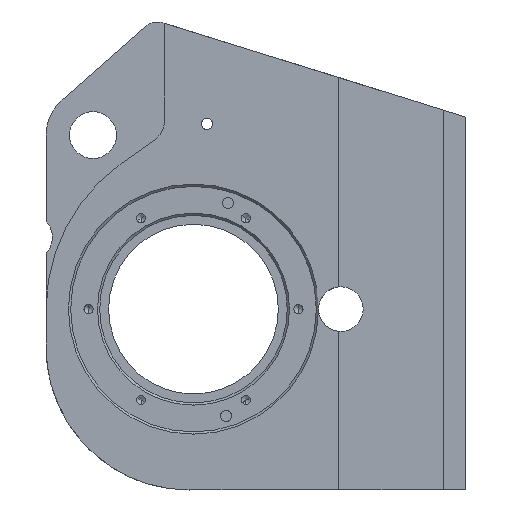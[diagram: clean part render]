
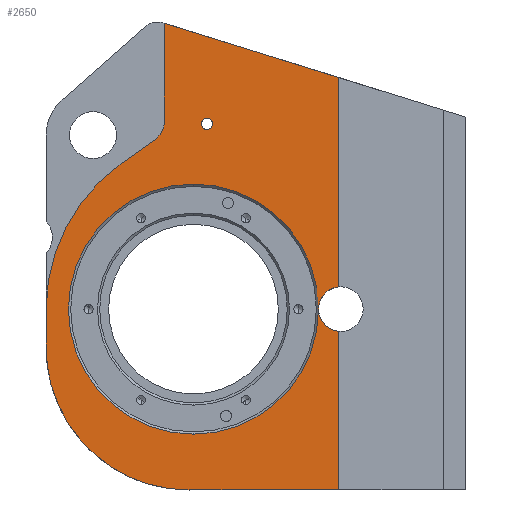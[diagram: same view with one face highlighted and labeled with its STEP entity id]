
A CAD part, front view. The second image highlights one B-rep face of the part: STEP entity #2650.
In plain terms, the highlighted planar face has unit normal (0, -1, 0).
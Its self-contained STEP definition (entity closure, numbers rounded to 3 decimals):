
#1425 = VERTEX_POINT('',#1426);
#1426 = CARTESIAN_POINT('',(-72.5,-37.,-38.525));
#1445 = VERTEX_POINT('',#1446);
#1446 = CARTESIAN_POINT('',(-72.5,-37.,-48.475));
#1453 = EDGE_CURVE('',#1454,#1445,#1456,.T.);
#1454 = VERTEX_POINT('',#1455);
#1455 = CARTESIAN_POINT('',(-77.,-37.,-43.5));
#1456 = CIRCLE('',#1457,5.);
#1457 = AXIS2_PLACEMENT_3D('',#1458,#1459,#1460);
#1458 = CARTESIAN_POINT('',(-72.,-37.,-43.5));
#1459 = DIRECTION('',(0.,-1.,0.));
#1460 = DIRECTION('',(1.,0.,0.));
#1462 = EDGE_CURVE('',#1425,#1454,#1463,.T.);
#1463 = CIRCLE('',#1464,5.);
#1464 = AXIS2_PLACEMENT_3D('',#1465,#1466,#1467);
#1465 = CARTESIAN_POINT('',(-72.,-37.,-43.5));
#1466 = DIRECTION('',(0.,-1.,0.));
#1467 = DIRECTION('',(1.,0.,0.));
#1787 = VERTEX_POINT('',#1788);
#1788 = CARTESIAN_POINT('',(-72.5,-37.,-84.));
#1872 = VERTEX_POINT('',#1873);
#1873 = CARTESIAN_POINT('',(-111.5,-37.,20.5));
#1881 = EDGE_CURVE('',#1872,#1882,#1884,.T.);
#1882 = VERTEX_POINT('',#1883);
#1883 = CARTESIAN_POINT('',(-72.5,-37.,8.367));
#1884 = LINE('',#1885,#1886);
#1885 = CARTESIAN_POINT('',(-171.758,-37.,39.247));
#1886 = VECTOR('',#1887,1.);
#1887 = DIRECTION('',(0.955,0.,-0.297));
#2632 = EDGE_CURVE('',#1445,#1787,#2633,.T.);
#2633 = LINE('',#2634,#2635);
#2634 = CARTESIAN_POINT('',(-72.5,-37.,41.937));
#2635 = VECTOR('',#2636,1.);
#2636 = DIRECTION('',(0.,0.,-1.));
#2640 = EDGE_CURVE('',#1882,#1425,#2641,.T.);
#2641 = LINE('',#2642,#2643);
#2642 = CARTESIAN_POINT('',(-72.5,-37.,41.937));
#2643 = VECTOR('',#2644,1.);
#2644 = DIRECTION('',(0.,0.,-1.));
#2650 = ADVANCED_FACE('',(#2651,#2746,#2766),#2793,.F.);
#2651 = FACE_BOUND('',#2652,.F.);
#2652 = EDGE_LOOP('',(#2653,#2654,#2655,#2656,#2657,#2658,#2666,#2674,
    #2683,#2706,#2714,#2723,#2731,#2740));
#2653 = ORIENTED_EDGE('',*,*,#1881,.T.);
#2654 = ORIENTED_EDGE('',*,*,#2640,.T.);
#2655 = ORIENTED_EDGE('',*,*,#1462,.T.);
#2656 = ORIENTED_EDGE('',*,*,#1453,.T.);
#2657 = ORIENTED_EDGE('',*,*,#2632,.T.);
#2658 = ORIENTED_EDGE('',*,*,#2659,.T.);
#2659 = EDGE_CURVE('',#1787,#2660,#2662,.T.);
#2660 = VERTEX_POINT('',#2661);
#2661 = CARTESIAN_POINT('',(-98.609,-37.,
    -84.));
#2662 = LINE('',#2663,#2664);
#2663 = CARTESIAN_POINT('',(-71.086,-37.,-84.));
#2664 = VECTOR('',#2665,1.);
#2665 = DIRECTION('',(-1.,0.,0.));
#2666 = ORIENTED_EDGE('',*,*,#2667,.F.);
#2667 = EDGE_CURVE('',#2668,#2660,#2670,.T.);
#2668 = VERTEX_POINT('',#2669);
#2669 = CARTESIAN_POINT('',(-105.987,-37.,-84.));
#2670 = LINE('',#2671,#2672);
#2671 = CARTESIAN_POINT('',(-224.75,-37.,-84.));
#2672 = VECTOR('',#2673,1.);
#2673 = DIRECTION('',(1.,0.,0.));
#2674 = ORIENTED_EDGE('',*,*,#2675,.T.);
#2675 = EDGE_CURVE('',#2668,#2676,#2678,.T.);
#2676 = VERTEX_POINT('',#2677);
#2677 = CARTESIAN_POINT('',(-106.,-37.,
    -84.));
#2678 = B_SPLINE_CURVE_WITH_KNOTS('',3,(#2679,#2680,#2681,#2682),
  .UNSPECIFIED.,.F.,.F.,(4,4),(0.,1.),.PIECEWISE_BEZIER_KNOTS.);
#2679 = CARTESIAN_POINT('',(-98.609,-37.,
    -84.));
#2680 = CARTESIAN_POINT('',(-101.115,-37.01,-84.));
#2681 = CARTESIAN_POINT('',(-103.579,-37.01,-84.));
#2682 = CARTESIAN_POINT('',(-106.,-37.,
    -84.));
#2683 = ORIENTED_EDGE('',*,*,#2684,.T.);
#2684 = EDGE_CURVE('',#2676,#2685,#2687,.T.);
#2685 = VERTEX_POINT('',#2686);
#2686 = CARTESIAN_POINT('',(-138.,-37.,
    -52.));
#2687 = B_SPLINE_CURVE_WITH_KNOTS('',3,(#2688,#2689,#2690,#2691,#2692,
    #2693,#2694,#2695,#2696,#2697,#2698,#2699,#2700,#2701,#2702,#2703,
    #2704,#2705),.UNSPECIFIED.,.F.,.F.,(4,2,2,2,2,2,2,2,4),(0.,0.125,
    0.25,0.375,0.5,0.625,0.75,0.875,1.),.UNSPECIFIED.);
#2688 = CARTESIAN_POINT('',(-106.,-37.,
    -84.));
#2689 = CARTESIAN_POINT('',(-108.094,-37.,-84.));
#2690 = CARTESIAN_POINT('',(-110.189,-37.,
    -83.794));
#2691 = CARTESIAN_POINT('',(-114.297,-37.,
    -82.977));
#2692 = CARTESIAN_POINT('',(-116.311,-37.,
    -82.366));
#2693 = CARTESIAN_POINT('',(-120.181,-37.,
    -80.763));
#2694 = CARTESIAN_POINT('',(-122.037,-37.,
    -79.771));
#2695 = CARTESIAN_POINT('',(-125.52,-37.,
    -77.443));
#2696 = CARTESIAN_POINT('',(-127.146,-37.,
    -76.108));
#2697 = CARTESIAN_POINT('',(-130.108,-37.,
    -73.146));
#2698 = CARTESIAN_POINT('',(-131.443,-37.,
    -71.52));
#2699 = CARTESIAN_POINT('',(-133.771,-37.,
    -68.037));
#2700 = CARTESIAN_POINT('',(-134.763,-37.,
    -66.181));
#2701 = CARTESIAN_POINT('',(-136.366,-37.,
    -62.311));
#2702 = CARTESIAN_POINT('',(-136.977,-37.,
    -60.297));
#2703 = CARTESIAN_POINT('',(-137.794,-37.,
    -56.189));
#2704 = CARTESIAN_POINT('',(-138.,-37.,
    -54.094));
#2705 = CARTESIAN_POINT('',(-138.,-37.,
    -52.));
#2706 = ORIENTED_EDGE('',*,*,#2707,.T.);
#2707 = EDGE_CURVE('',#2685,#2708,#2710,.T.);
#2708 = VERTEX_POINT('',#2709);
#2709 = CARTESIAN_POINT('',(-138.,-37.,-43.5));
#2710 = LINE('',#2711,#2712);
#2711 = CARTESIAN_POINT('',(-138.,-37.,-52.));
#2712 = VECTOR('',#2713,1.);
#2713 = DIRECTION('',(0.,0.,1.));
#2714 = ORIENTED_EDGE('',*,*,#2715,.T.);
#2715 = EDGE_CURVE('',#2708,#2716,#2718,.T.);
#2716 = VERTEX_POINT('',#2717);
#2717 = CARTESIAN_POINT('',(-121.22,-37.,-10.93));
#2718 = CIRCLE('',#2719,40.);
#2719 = AXIS2_PLACEMENT_3D('',#2720,#2721,#2722);
#2720 = CARTESIAN_POINT('',(-98.,-37.,-43.5));
#2721 = DIRECTION('',(0.,1.,0.));
#2722 = DIRECTION('',(0.,0.,-1.));
#2723 = ORIENTED_EDGE('',*,*,#2724,.T.);
#2724 = EDGE_CURVE('',#2716,#2725,#2727,.T.);
#2725 = VERTEX_POINT('',#2726);
#2726 = CARTESIAN_POINT('',(-113.597,-37.,-5.495));
#2727 = LINE('',#2728,#2729);
#2728 = CARTESIAN_POINT('',(-121.22,-37.,-10.93));
#2729 = VECTOR('',#2730,1.);
#2730 = DIRECTION('',(0.814,0.,0.581));
#2731 = ORIENTED_EDGE('',*,*,#2732,.T.);
#2732 = EDGE_CURVE('',#2725,#2733,#2735,.T.);
#2733 = VERTEX_POINT('',#2734);
#2734 = CARTESIAN_POINT('',(-111.5,-37.,-1.424));
#2735 = CIRCLE('',#2736,5.);
#2736 = AXIS2_PLACEMENT_3D('',#2737,#2738,#2739);
#2737 = CARTESIAN_POINT('',(-116.5,-37.,-1.424));
#2738 = DIRECTION('',(0.,-1.,0.));
#2739 = DIRECTION('',(0.,0.,-1.));
#2740 = ORIENTED_EDGE('',*,*,#2741,.F.);
#2741 = EDGE_CURVE('',#1872,#2733,#2742,.T.);
#2742 = LINE('',#2743,#2744);
#2743 = CARTESIAN_POINT('',(-111.5,-37.,14.));
#2744 = VECTOR('',#2745,1.);
#2745 = DIRECTION('',(-0.,-0.,-1.));
#2746 = FACE_BOUND('',#2747,.F.);
#2747 = EDGE_LOOP('',(#2748,#2759));
#2748 = ORIENTED_EDGE('',*,*,#2749,.F.);
#2749 = EDGE_CURVE('',#2750,#2752,#2754,.T.);
#2750 = VERTEX_POINT('',#2751);
#2751 = CARTESIAN_POINT('',(-102.,-37.,-3.25));
#2752 = VERTEX_POINT('',#2753);
#2753 = CARTESIAN_POINT('',(-102.,-37.,-0.75));
#2754 = CIRCLE('',#2755,1.25);
#2755 = AXIS2_PLACEMENT_3D('',#2756,#2757,#2758);
#2756 = CARTESIAN_POINT('',(-102.,-37.,-2.));
#2757 = DIRECTION('',(0.,1.,0.));
#2758 = DIRECTION('',(0.,0.,-1.));
#2759 = ORIENTED_EDGE('',*,*,#2760,.F.);
#2760 = EDGE_CURVE('',#2752,#2750,#2761,.T.);
#2761 = CIRCLE('',#2762,1.25);
#2762 = AXIS2_PLACEMENT_3D('',#2763,#2764,#2765);
#2763 = CARTESIAN_POINT('',(-102.,-37.,-2.));
#2764 = DIRECTION('',(0.,1.,0.));
#2765 = DIRECTION('',(0.,0.,-1.));
#2766 = FACE_BOUND('',#2767,.F.);
#2767 = EDGE_LOOP('',(#2768,#2777,#2786));
#2768 = ORIENTED_EDGE('',*,*,#2769,.F.);
#2769 = EDGE_CURVE('',#1454,#2770,#2772,.T.);
#2770 = VERTEX_POINT('',#2771);
#2771 = CARTESIAN_POINT('',(-105.,-37.,-71.5));
#2772 = CIRCLE('',#2773,28.);
#2773 = AXIS2_PLACEMENT_3D('',#2774,#2775,#2776);
#2774 = CARTESIAN_POINT('',(-105.,-37.,-43.5));
#2775 = DIRECTION('',(0.,1.,0.));
#2776 = DIRECTION('',(0.,0.,-1.));
#2777 = ORIENTED_EDGE('',*,*,#2778,.F.);
#2778 = EDGE_CURVE('',#2779,#1454,#2781,.T.);
#2779 = VERTEX_POINT('',#2780);
#2780 = CARTESIAN_POINT('',(-105.,-37.,-15.5));
#2781 = CIRCLE('',#2782,28.);
#2782 = AXIS2_PLACEMENT_3D('',#2783,#2784,#2785);
#2783 = CARTESIAN_POINT('',(-105.,-37.,-43.5));
#2784 = DIRECTION('',(0.,1.,0.));
#2785 = DIRECTION('',(0.,0.,-1.));
#2786 = ORIENTED_EDGE('',*,*,#2787,.F.);
#2787 = EDGE_CURVE('',#2770,#2779,#2788,.T.);
#2788 = CIRCLE('',#2789,28.);
#2789 = AXIS2_PLACEMENT_3D('',#2790,#2791,#2792);
#2790 = CARTESIAN_POINT('',(-105.,-37.,-43.5));
#2791 = DIRECTION('',(0.,1.,0.));
#2792 = DIRECTION('',(0.,0.,-1.));
#2793 = PLANE('',#2794);
#2794 = AXIS2_PLACEMENT_3D('',#2795,#2796,#2797);
#2795 = CARTESIAN_POINT('',(-311.5,-37.,40.477));
#2796 = DIRECTION('',(0.,1.,0.));
#2797 = DIRECTION('',(0.,0.,-1.));
